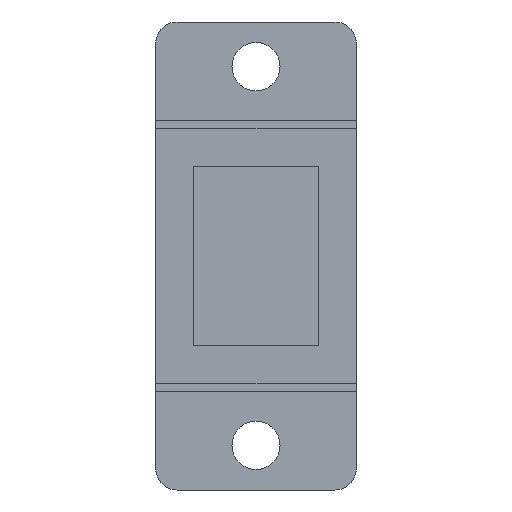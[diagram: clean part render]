
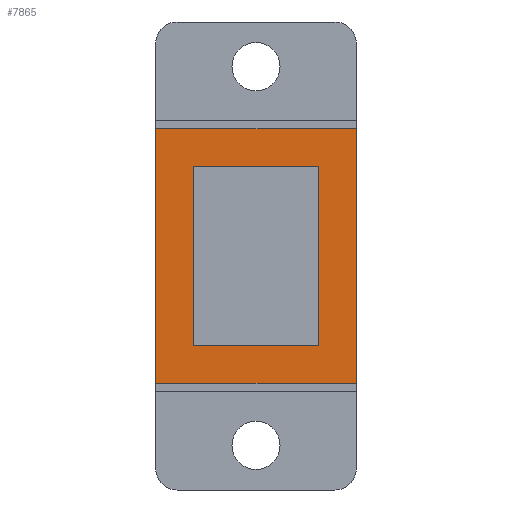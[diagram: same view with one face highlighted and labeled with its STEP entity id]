
A CAD part, front view. The second image highlights one B-rep face of the part: STEP entity #7865.
In plain terms, the highlighted planar face has unit normal (0, -1, 0).
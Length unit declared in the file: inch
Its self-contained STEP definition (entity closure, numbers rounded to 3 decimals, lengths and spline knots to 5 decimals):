
#57 = FACE_BOUND ( 'NONE', #3607, .T. ) ;
#88 = VECTOR ( 'NONE', #1396, 39.37008 ) ;
#419 = DIRECTION ( 'NONE',  ( 0., 0., -1. ) ) ;
#481 = ORIENTED_EDGE ( 'NONE', *, *, #737, .F. ) ;
#613 = CARTESIAN_POINT ( 'NONE',  ( 0.2375, -0.02, 0.1875 ) ) ;
#737 = EDGE_CURVE ( 'NONE', #2692, #958, #7592, .T. ) ;
#757 = CARTESIAN_POINT ( 'NONE',  ( 0.2375, -0.02, -0.1875 ) ) ;
#912 = VECTOR ( 'NONE', #2647, 39.37008 ) ;
#958 = VERTEX_POINT ( 'NONE', #6370 ) ;
#1140 = CARTESIAN_POINT ( 'NONE',  ( 0.1675, -0.02, 0.1175 ) ) ;
#1305 = VERTEX_POINT ( 'NONE', #7564 ) ;
#1396 = DIRECTION ( 'NONE',  ( -1., 0., 0. ) ) ;
#1399 = CARTESIAN_POINT ( 'NONE',  ( 0.1675, -0.02, -0.1175 ) ) ;
#1600 = CARTESIAN_POINT ( 'NONE',  ( -0.2375, -0.02, -0.1875 ) ) ;
#1666 = CARTESIAN_POINT ( 'NONE',  ( 0.1675, -0.02, 0.1175 ) ) ;
#2263 = LINE ( 'NONE', #6929, #912 ) ;
#2350 = LINE ( 'NONE', #4716, #6937 ) ;
#2416 = DIRECTION ( 'NONE',  ( 0., 0., -1. ) ) ;
#2444 = CARTESIAN_POINT ( 'NONE',  ( -0.1675, -0.02, 0.1175 ) ) ;
#2456 = EDGE_CURVE ( 'NONE', #4559, #1305, #5841, .T. ) ;
#2562 = ORIENTED_EDGE ( 'NONE', *, *, #5110, .F. ) ;
#2647 = DIRECTION ( 'NONE',  ( 1., 0., 0. ) ) ;
#2692 = VERTEX_POINT ( 'NONE', #4060 ) ;
#3038 = ORIENTED_EDGE ( 'NONE', *, *, #5446, .F. ) ;
#3188 = DIRECTION ( 'NONE',  ( 1., 0., 0. ) ) ;
#3203 = AXIS2_PLACEMENT_3D ( 'NONE', #1600, #6067, #419 ) ;
#3393 = VECTOR ( 'NONE', #3188, 39.37008 ) ;
#3500 = VERTEX_POINT ( 'NONE', #5454 ) ;
#3521 = CARTESIAN_POINT ( 'NONE',  ( 0.2375, -0.02, 0.1875 ) ) ;
#3525 = EDGE_CURVE ( 'NONE', #5552, #4559, #6025, .T. ) ;
#3607 = EDGE_LOOP ( 'NONE', ( #3038, #2562, #7092, #481 ) ) ;
#3614 = EDGE_LOOP ( 'NONE', ( #5219, #5291, #6774, #6020 ) ) ;
#3850 = VECTOR ( 'NONE', #2416, 39.37008 ) ;
#3854 = LINE ( 'NONE', #1666, #7790 ) ;
#4060 = CARTESIAN_POINT ( 'NONE',  ( -0.1675, -0.02, 0.1175 ) ) ;
#4350 = CARTESIAN_POINT ( 'NONE',  ( -0.1675, -0.02, -0.1175 ) ) ;
#4420 = CARTESIAN_POINT ( 'NONE',  ( -0.2375, -0.02, -0.1875 ) ) ;
#4429 = LINE ( 'NONE', #1399, #4732 ) ;
#4559 = VERTEX_POINT ( 'NONE', #757 ) ;
#4716 = CARTESIAN_POINT ( 'NONE',  ( -0.2375, -0.02, 0.1875 ) ) ;
#4732 = VECTOR ( 'NONE', #5696, 39.37008 ) ;
#4733 = DIRECTION ( 'NONE',  ( -1., 0., 0. ) ) ;
#4806 = EDGE_CURVE ( 'NONE', #3500, #5552, #2263, .T. ) ;
#4851 = EDGE_CURVE ( 'Edge1', #1305, #3500, #2350, .T. ) ;
#5110 = EDGE_CURVE ( 'NONE', #7727, #6819, #4429, .T. ) ;
#5219 = ORIENTED_EDGE ( 'NONE', *, *, #4851, .F. ) ;
#5291 = ORIENTED_EDGE ( 'NONE', *, *, #2456, .F. ) ;
#5307 = DIRECTION ( 'NONE',  ( 0., 0., 1. ) ) ;
#5436 = LINE ( 'NONE', #4350, #3393 ) ;
#5446 = EDGE_CURVE ( 'NONE', #6819, #2692, #3854, .T. ) ;
#5454 = CARTESIAN_POINT ( 'NONE',  ( -0.2375, -0.02, 0.1875 ) ) ;
#5552 = VERTEX_POINT ( 'NONE', #3521 ) ;
#5696 = DIRECTION ( 'NONE',  ( 0., 0., 1. ) ) ;
#5841 = LINE ( 'NONE', #4420, #88 ) ;
#6020 = ORIENTED_EDGE ( 'NONE', *, *, #4806, .F. ) ;
#6025 = LINE ( 'NONE', #613, #7266 ) ;
#6067 = DIRECTION ( 'NONE',  ( 0., -1., 0. ) ) ;
#6091 = DIRECTION ( 'NONE',  ( 0., 0., -1. ) ) ;
#6370 = CARTESIAN_POINT ( 'NONE',  ( -0.1675, -0.02, -0.1175 ) ) ;
#6375 = CARTESIAN_POINT ( 'NONE',  ( 0.1675, -0.02, -0.1175 ) ) ;
#6774 = ORIENTED_EDGE ( 'NONE', *, *, #3525, .F. ) ;
#6819 = VERTEX_POINT ( 'NONE', #1140 ) ;
#6929 = CARTESIAN_POINT ( 'NONE',  ( -0.2375, -0.02, 0.1875 ) ) ;
#6937 = VECTOR ( 'NONE', #5307, 39.37008 ) ;
#7092 = ORIENTED_EDGE ( 'NONE', *, *, #7643, .F. ) ;
#7266 = VECTOR ( 'NONE', #6091, 39.37008 ) ;
#7414 = PLANE ( 'NONE',  #3203 ) ;
#7439 = FACE_OUTER_BOUND ( 'NONE', #3614, .T. ) ;
#7564 = CARTESIAN_POINT ( 'NONE',  ( -0.2375, -0.02, -0.1875 ) ) ;
#7592 = LINE ( 'NONE', #2444, #3850 ) ;
#7643 = EDGE_CURVE ( 'NONE', #958, #7727, #5436, .T. ) ;
#7727 = VERTEX_POINT ( 'NONE', #6375 ) ;
#7790 = VECTOR ( 'NONE', #4733, 39.37008 ) ;
#7865 = ADVANCED_FACE ( 'NONE', ( #57, #7439 ), #7414, .T. ) ;
